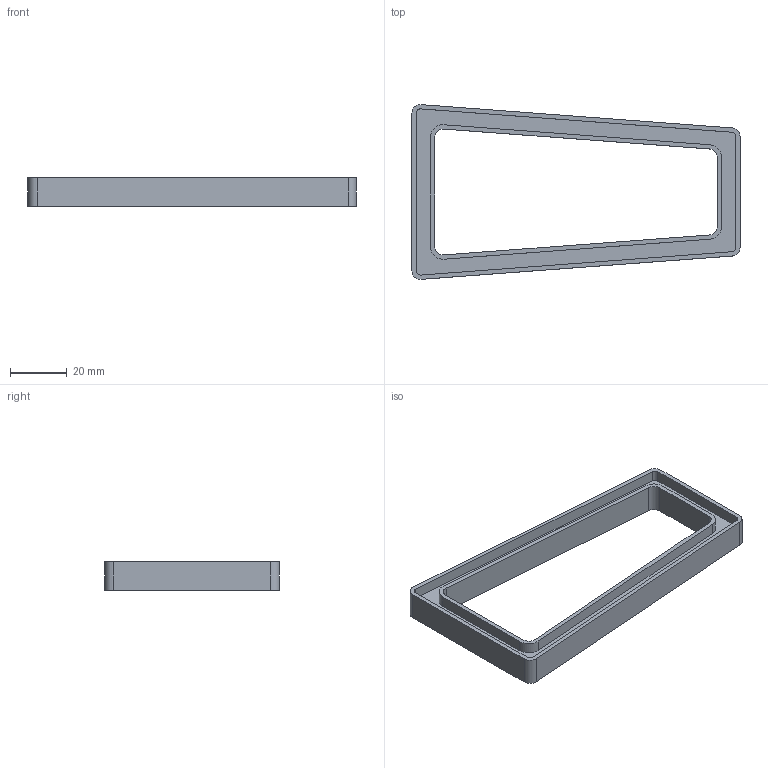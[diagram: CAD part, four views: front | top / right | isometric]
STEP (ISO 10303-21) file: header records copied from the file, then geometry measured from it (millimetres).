
FILE_DESCRIPTION (( 'STEP AP214' ), '1' );
FILE_NAME ('Flügel_cad.STEP', '2014-03-24T08:28:48', ( '' ), ( '' ), 'SwSTEP 2.0', 'SolidWorks 2014', '' );
FILE_SCHEMA (( 'AUTOMOTIVE_DESIGN' ));
Length unit declared in the file: millimetre
Products named in the file (1): Flügel_cad
Bounding box: 116 x 61.76 x 10 mm (x, y, z)
Volume: 12180.8 mm3; surface area: 15810 mm2
Topology: 1 solids, 1 shells, 54 faces, 144 edges, 96 vertices
Faces by surface type: plane 30, cylinder 24
Entity records: 1734 total; most frequent: DIRECTION 302, CARTESIAN_POINT 295, ORIENTED_EDGE 288, EDGE_CURVE 144, AXIS2_PLACEMENT_3D 103, VERTEX_POINT 96, LINE 96, VECTOR 96
